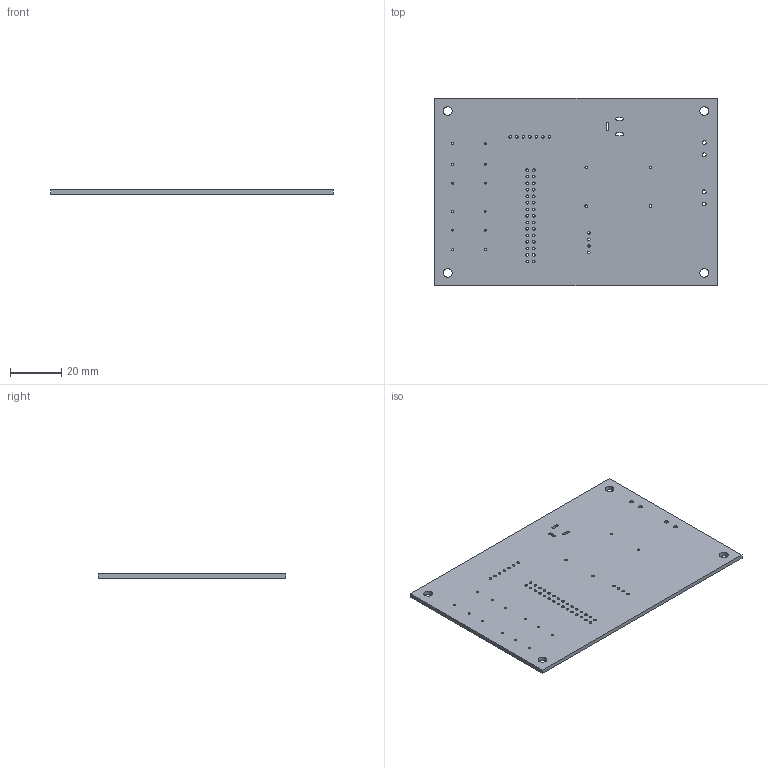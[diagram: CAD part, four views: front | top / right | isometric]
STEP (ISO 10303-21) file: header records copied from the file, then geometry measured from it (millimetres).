
FILE_DESCRIPTION(('KiCad electronic assembly'),'2;1');
FILE_NAME('popperPump.step','2024-06-02T12:42:20',('Pcbnew'),('Kicad'), 'Open CASCADE STEP processor 7.7','KiCad to STEP converter','Unknown' );
FILE_SCHEMA(('AUTOMOTIVE_DESIGN { 1 0 10303 214 1 1 1 1 }'));
Length unit declared in the file: millimetre
Products named in the file (2): popperPump 1; popperPump_PCB
Assembly tree (1 placements, depth 2):
  popperPump 1
    popperPump_PCB
Bounding box: 110 x 73 x 1.6 mm (x, y, z)
Volume: 12699 mm3; surface area: 16866.6 mm2
Topology: 1 solids, 1 shells, 83 faces, 243 edges, 162 vertices
Faces by surface type: cylinder 71, plane 12
Full cylindrical faces by diameter (mm): 0.8 x12, 1 x45, 1.5 x4, 3.4 x4
Entity records: 3148 total; most frequent: DIRECTION 555, CARTESIAN_POINT 490, ORIENTED_EDGE 486, EDGE_CURVE 243, AXIS2_PLACEMENT_3D 227, FACE_BOUND 219, EDGE_LOOP 219, VERTEX_POINT 162
